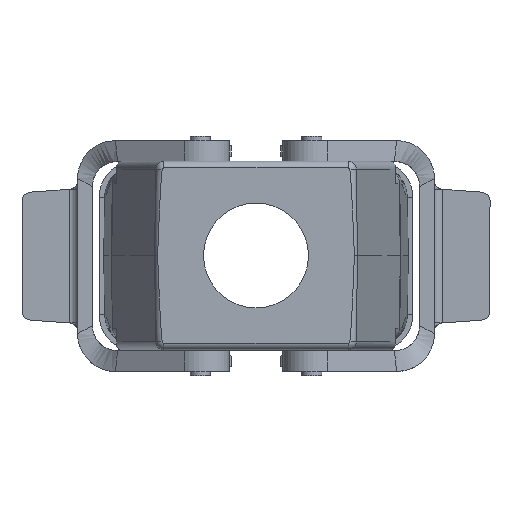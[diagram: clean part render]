
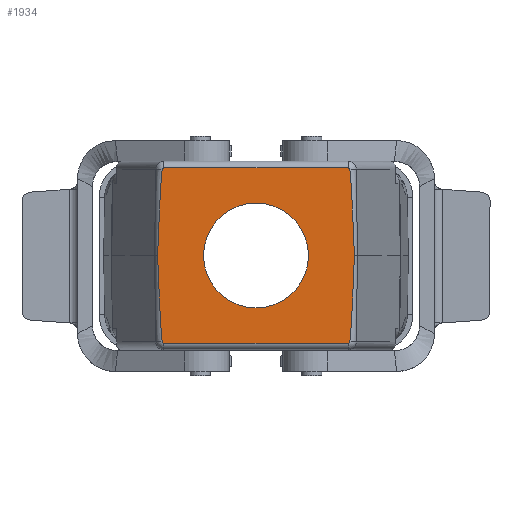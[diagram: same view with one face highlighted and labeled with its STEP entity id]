
A CAD part, top view. The second image highlights one B-rep face of the part: STEP entity #1934.
In plain terms, the highlighted planar face has unit normal (0, 0, 1).
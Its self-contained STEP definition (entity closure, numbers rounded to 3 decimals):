
#118=FACE_BOUND('',#2968,.T.);
#119=FACE_BOUND('',#2969,.T.);
#1051=ELLIPSE('',#9834,114.608,2.);
#1054=ELLIPSE('',#9838,114.608,2.);
#1055=ELLIPSE('',#9840,114.608,2.);
#1056=ELLIPSE('',#9844,114.608,2.);
#1494=PLANE('',#10134);
#1934=ADVANCED_FACE('',(#118,#119),#1494,.T.);
#2968=EDGE_LOOP('',(#6823));
#2969=EDGE_LOOP('',(#6824,#6825,#6826,#6827,#6828,#6829,#6830,#6831,#6832,
#6833));
#3412=LINE('',#14394,#4228);
#3418=LINE('',#14448,#4234);
#4228=VECTOR('',#11212,1.);
#4234=VECTOR('',#11278,1.);
#6823=ORIENTED_EDGE('',*,*,#9008,.T.);
#6824=ORIENTED_EDGE('',*,*,#8446,.F.);
#6825=ORIENTED_EDGE('',*,*,#8452,.F.);
#6826=ORIENTED_EDGE('',*,*,#8458,.F.);
#6827=ORIENTED_EDGE('',*,*,#8464,.F.);
#6828=ORIENTED_EDGE('',*,*,#8466,.F.);
#6829=ORIENTED_EDGE('',*,*,#8460,.F.);
#6830=ORIENTED_EDGE('',*,*,#8454,.F.);
#6831=ORIENTED_EDGE('',*,*,#8448,.F.);
#6832=ORIENTED_EDGE('',*,*,#8442,.F.);
#6833=ORIENTED_EDGE('',*,*,#8439,.F.);
#7474=VERTEX_POINT('',#14392);
#7476=VERTEX_POINT('',#14395);
#7478=VERTEX_POINT('',#14401);
#7480=VERTEX_POINT('',#14407);
#7482=VERTEX_POINT('',#14413);
#7484=VERTEX_POINT('',#14419);
#7486=VERTEX_POINT('',#14425);
#7488=VERTEX_POINT('',#14431);
#7490=VERTEX_POINT('',#14437);
#7492=VERTEX_POINT('',#14443);
#7841=VERTEX_POINT('',#17065);
#8439=EDGE_CURVE('',#7474,#7476,#3412,.T.);
#8442=EDGE_CURVE('',#7476,#7478,#9255,.T.);
#8446=EDGE_CURVE('',#7480,#7474,#9259,.T.);
#8448=EDGE_CURVE('',#7478,#7482,#1051,.T.);
#8452=EDGE_CURVE('',#7484,#7480,#1054,.T.);
#8454=EDGE_CURVE('',#7482,#7486,#1055,.T.);
#8458=EDGE_CURVE('',#7488,#7484,#1056,.T.);
#8460=EDGE_CURVE('',#7486,#7490,#9263,.T.);
#8464=EDGE_CURVE('',#7492,#7488,#9267,.T.);
#8466=EDGE_CURVE('',#7490,#7492,#3418,.T.);
#9008=EDGE_CURVE('',#7841,#7841,#9318,.T.);
#9255=CIRCLE('',#9826,0.407);
#9259=CIRCLE('',#9831,0.407);
#9263=CIRCLE('',#9846,0.407);
#9267=CIRCLE('',#9851,0.407);
#9318=CIRCLE('',#10133,12.5);
#9826=AXIS2_PLACEMENT_3D('',#14400,#11218,#11219);
#9831=AXIS2_PLACEMENT_3D('',#14409,#11228,#11229);
#9834=AXIS2_PLACEMENT_3D('',#14412,#11234,#11235);
#9838=AXIS2_PLACEMENT_3D('',#14421,#11243,#11244);
#9840=AXIS2_PLACEMENT_3D('',#14424,#11248,#11249);
#9844=AXIS2_PLACEMENT_3D('',#14433,#11257,#11258);
#9846=AXIS2_PLACEMENT_3D('',#14436,#11262,#11263);
#9851=AXIS2_PLACEMENT_3D('',#14445,#11272,#11273);
#10133=AXIS2_PLACEMENT_3D('',#17064,#12202,#12203);
#10134=AXIS2_PLACEMENT_3D('',#17066,#12204,#12205);
#11212=DIRECTION('',(-1.,0.,0.));
#11218=DIRECTION('',(0.,0.,-1.));
#11219=DIRECTION('',(1.,0.,0.));
#11228=DIRECTION('',(0.,0.,-1.));
#11229=DIRECTION('',(1.,0.,0.));
#11234=DIRECTION('',(0.,0.,-1.));
#11235=DIRECTION('',(0.013,-1.,0.));
#11243=DIRECTION('',(0.,0.,-1.));
#11244=DIRECTION('',(-0.013,-1.,0.));
#11248=DIRECTION('',(0.,0.,-1.));
#11249=DIRECTION('',(-0.013,-1.,0.));
#11257=DIRECTION('',(0.,0.,-1.));
#11258=DIRECTION('',(0.013,-1.,0.));
#11262=DIRECTION('',(0.,0.,-1.));
#11263=DIRECTION('',(1.,0.,0.));
#11272=DIRECTION('',(0.,0.,-1.));
#11273=DIRECTION('',(1.,0.,0.));
#11278=DIRECTION('',(1.,0.,0.));
#12202=DIRECTION('',(0.,0.,-1.));
#12203=DIRECTION('',(1.,0.,0.));
#12204=DIRECTION('',(0.,0.,1.));
#12205=DIRECTION('',(1.,0.,0.));
#14392=CARTESIAN_POINT('',(21.973,-20.907,62.45));
#14394=CARTESIAN_POINT('',(-23.782,-20.907,62.45));
#14395=CARTESIAN_POINT('',(-21.973,-20.907,62.45));
#14400=CARTESIAN_POINT('',(-21.973,-20.5,62.45));
#14401=CARTESIAN_POINT('',(-22.378,-20.54,62.45));
#14407=CARTESIAN_POINT('',(22.378,-20.54,62.45));
#14409=CARTESIAN_POINT('',(21.973,-20.5,62.45));
#14412=CARTESIAN_POINT('',(-23.475,91.681,62.45));
#14413=CARTESIAN_POINT('',(-23.448,0.,62.45));
#14419=CARTESIAN_POINT('',(23.448,0.,62.45));
#14421=CARTESIAN_POINT('',(23.475,91.681,62.45));
#14424=CARTESIAN_POINT('',(-23.475,-91.681,62.45));
#14425=CARTESIAN_POINT('',(-22.378,20.54,62.45));
#14431=CARTESIAN_POINT('',(22.378,20.54,62.45));
#14433=CARTESIAN_POINT('',(23.475,-91.681,62.45));
#14436=CARTESIAN_POINT('',(-21.973,20.5,62.45));
#14437=CARTESIAN_POINT('',(-21.973,20.907,62.45));
#14443=CARTESIAN_POINT('',(21.973,20.907,62.45));
#14445=CARTESIAN_POINT('',(21.973,20.5,62.45));
#14448=CARTESIAN_POINT('',(-29.552,20.907,62.45));
#17064=CARTESIAN_POINT('',(0.,0.,62.45));
#17065=CARTESIAN_POINT('',(12.5,0.,62.45));
#17066=CARTESIAN_POINT('',(-40.,-55.,62.45));
